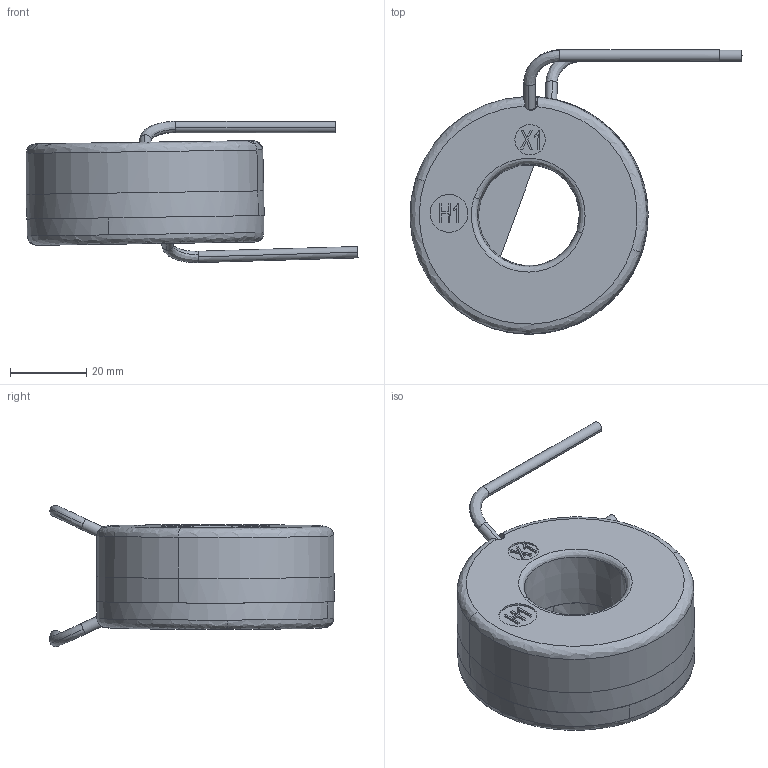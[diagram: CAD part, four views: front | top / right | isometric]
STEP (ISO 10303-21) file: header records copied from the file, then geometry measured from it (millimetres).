
FILE_DESCRIPTION (( 'STEP AP214' ), '1' );
FILE_NAME ('2RL-401.STEP', '2025-02-12T19:01:51', ( '' ), ( '' ), 'SwSTEP 2.0', 'SolidWorks 2021', '' );
FILE_SCHEMA (( 'AUTOMOTIVE_DESIGN' ));
Length unit declared in the file: inch
Products named in the file (1): 2RL-401
Bounding box: 87.33 x 74.74 x 37.15 mm (x, y, z)
Volume: 66674.4 mm3; surface area: 13427.1 mm2
Topology: 1 solids, 1 shells, 129 faces, 366 edges, 239 vertices
Faces by surface type: plane 62, cone 27, bspline 22, cylinder 18
Entity records: 5042 total; most frequent: CARTESIAN_POINT 1786, ORIENTED_EDGE 732, DIRECTION 615, EDGE_CURVE 366, VERTEX_POINT 239, AXIS2_PLACEMENT_3D 224, VECTOR 167, LINE 167
